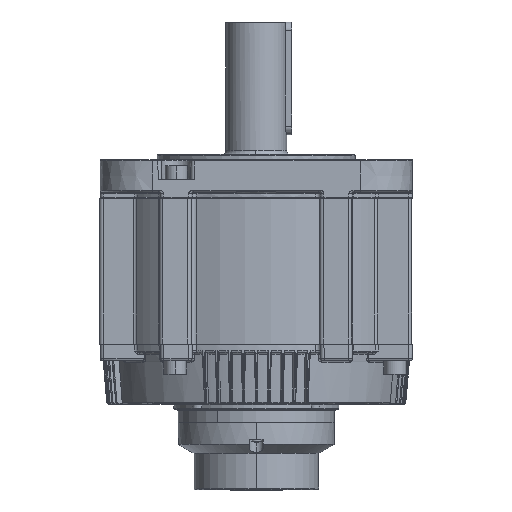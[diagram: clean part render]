
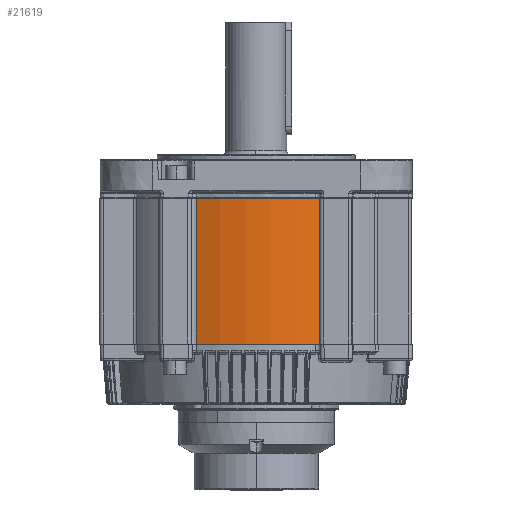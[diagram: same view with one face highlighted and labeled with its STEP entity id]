
A CAD part, top view. The second image highlights one B-rep face of the part: STEP entity #21619.
In plain terms, the highlighted cylindrical face has radius 88.75 mm (diameter 177.5 mm), a partial arc.
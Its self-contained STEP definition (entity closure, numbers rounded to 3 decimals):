
#19436=CARTESIAN_POINT('',(95.813,45.579,11.33));
#19437=DIRECTION('',(0.,1.,0.));
#19438=DIRECTION('',(-0.386,0.,0.922));
#19439=AXIS2_PLACEMENT_3D('',#19436,#19437,#19438);
#19662=CARTESIAN_POINT('',(95.813,-38.421,
11.33));
#19663=DIRECTION('',(0.,-1.,0.));
#19664=DIRECTION('',(0.417,0.,0.909));
#19665=AXIS2_PLACEMENT_3D('',#19662,#19663,#19664);
#20313=DIRECTION('',(0.,1.,0.));
#20314=VECTOR('',#20313,84.);
#20315=CARTESIAN_POINT('',(61.532,-38.421,
93.192));
#20316=LINE('',#20315,#20314);
#20317=DIRECTION('',(0.,1.,0.));
#20318=VECTOR('',#20317,84.);
#20319=CARTESIAN_POINT('',(132.863,-38.421,
91.977));
#20320=LINE('',#20319,#20318);
#20669=CARTESIAN_POINT('',(132.863,-38.421,
91.977));
#20670=CARTESIAN_POINT('',(61.525,-38.421,
93.189));
#20671=VERTEX_POINT('',#20669);
#20672=VERTEX_POINT('',#20670);
#20673=CARTESIAN_POINT('',(61.525,45.579,93.189));
#20674=CARTESIAN_POINT('',(132.863,45.579,91.977));
#20675=VERTEX_POINT('',#20673);
#20676=VERTEX_POINT('',#20674);
#21607=CARTESIAN_POINT('',(95.813,-38.421,
11.33));
#21608=DIRECTION('',(0.,1.,0.));
#21609=DIRECTION('',(-1.,0.,0.));
#21610=AXIS2_PLACEMENT_3D('',#21607,#21608,#21609);
#21611=CYLINDRICAL_SURFACE('',#21610,88.75);
#21612=ORIENTED_EDGE('',*,*,#20915,.T.);
#21614=ORIENTED_EDGE('',*,*,#21613,.F.);
#21615=ORIENTED_EDGE('',*,*,#20993,.T.);
#21616=ORIENTED_EDGE('',*,*,#21601,.T.);
#21617=EDGE_LOOP('',(#21612,#21614,#21615,#21616));
#21618=FACE_OUTER_BOUND('',#21617,.F.);
#21619=ADVANCED_FACE('',(#21618),#21611,.T.);
#19440=CIRCLE('',#19439,88.75);
#19666=CIRCLE('',#19665,88.75);
#20915=EDGE_CURVE('',#20675,#20676,#19440,.T.);
#20993=EDGE_CURVE('',#20671,#20672,#19666,.T.);
#21601=EDGE_CURVE('',#20672,#20675,#20316,.T.);
#21613=EDGE_CURVE('',#20671,#20676,#20320,.T.);
